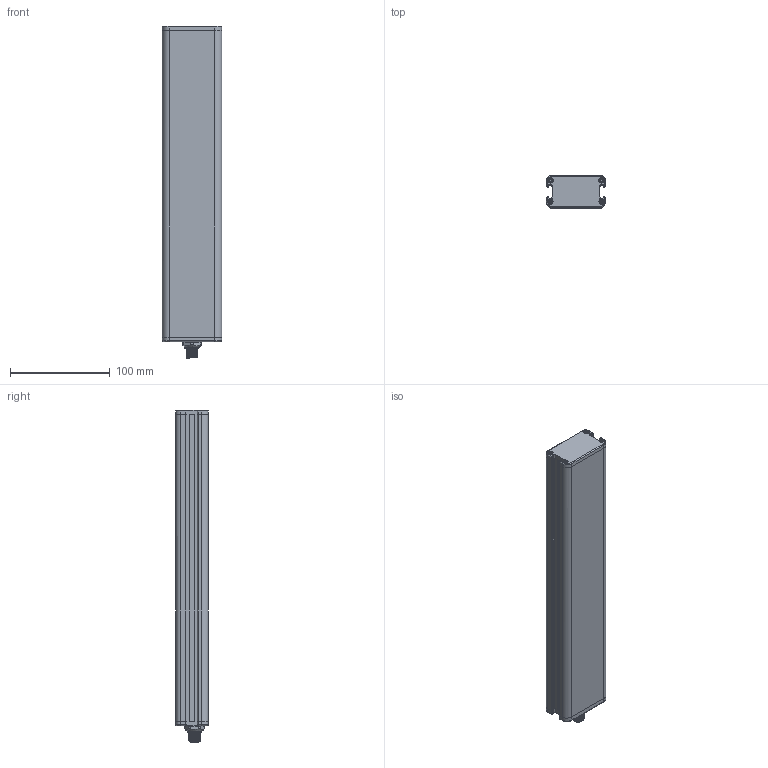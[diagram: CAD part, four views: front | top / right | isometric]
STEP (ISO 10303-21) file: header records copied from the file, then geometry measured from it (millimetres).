
FILE_DESCRIPTION((''),'2;1');
FILE_NAME('142114_SM01_ASM','2022-11-02T13:42:12',('PDMAdmin'),('BANNER ENGINEERING'),'CREO PARAMETRIC BY PTC INC, 2019292','CREO PARAMETRIC BY PTC INC, 2019292','');
FILE_SCHEMA(('CONFIG_CONTROL_DESIGN'));
Products named in the file (2): 142114_EP01; 142114_SM01_ASM
Assembly tree (1 placements, depth 2):
  142114_SM01_ASM
    142114_EP01
Bounding box: 59.4 x 32.6 x 332.66 mm (x, y, z)
Volume: 523455.5 mm3; surface area: 80317.8 mm2
Topology: 1 solids, 1 shells, 1083 faces, 3756 edges, 2460 vertices
Faces by surface type: cylinder 481, plane 472, bspline 96, torus 16, cone 10, sphere 8
Entity records: 78612 total; most frequent: CARTESIAN_POINT 47335, ORIENTED_EDGE 7512, DIRECTION 5490, EDGE_CURVE 3756, VERTEX_POINT 2460, VECTOR 2222, LINE 2222, AXIS2_PLACEMENT_3D 1634
